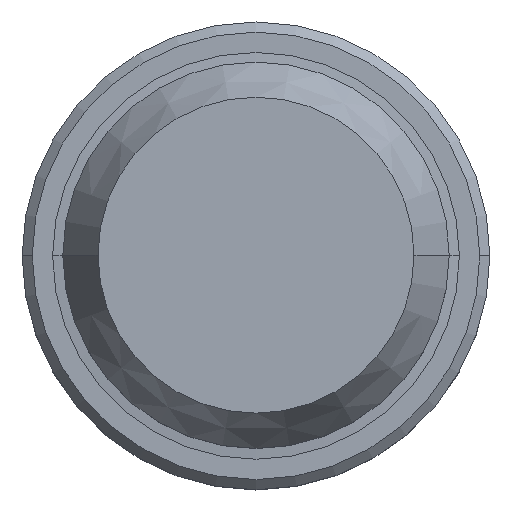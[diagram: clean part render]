
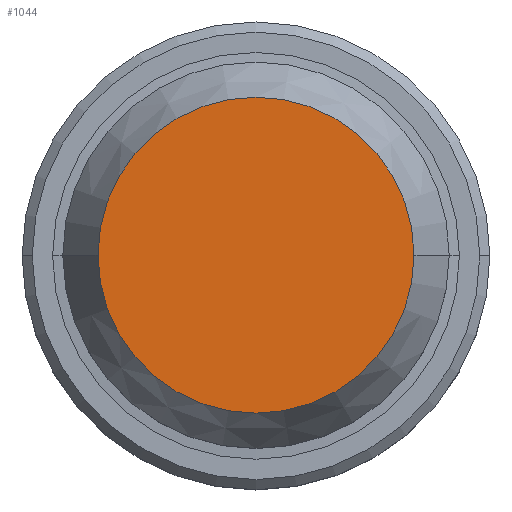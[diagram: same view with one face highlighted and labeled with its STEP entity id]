
A CAD part, top view. The second image highlights one B-rep face of the part: STEP entity #1044.
In plain terms, the highlighted planar face has unit normal (0, 0, 1).
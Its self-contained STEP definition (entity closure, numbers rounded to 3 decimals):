
#38 = EDGE_LOOP ( 'NONE', ( #1100, #960 ) ) ;
#41 = DIRECTION ( 'NONE',  ( 0., 0., -1. ) ) ;
#110 = CARTESIAN_POINT ( 'NONE',  ( -7.768, 0., 0. ) ) ;
#142 = EDGE_CURVE ( 'NONE', #500, #1095, #711, .T. ) ;
#191 = DIRECTION ( 'NONE',  ( 1., 0., 0. ) ) ;
#196 = DIRECTION ( 'NONE',  ( 0., 0., 1. ) ) ;
#248 = CARTESIAN_POINT ( 'NONE',  ( 7.768, 0., 0. ) ) ;
#469 = CARTESIAN_POINT ( 'NONE',  ( 0., 0., 0. ) ) ;
#500 = VERTEX_POINT ( 'NONE', #110 ) ;
#525 = AXIS2_PLACEMENT_3D ( 'NONE', #469, #196, #191 ) ;
#544 = CARTESIAN_POINT ( 'NONE',  ( 0., 0., 0. ) ) ;
#546 = CIRCLE ( 'NONE', #525, 7.768 ) ;
#582 = CARTESIAN_POINT ( 'NONE',  ( 0., 7.768, 0. ) ) ;
#589 = AXIS2_PLACEMENT_3D ( 'NONE', #582, #41, #666 ) ;
#635 = FACE_OUTER_BOUND ( 'NONE', #38, .T. ) ;
#666 = DIRECTION ( 'NONE',  ( -1., 0., 0. ) ) ;
#701 = EDGE_CURVE ( 'NONE', #1095, #500, #546, .T. ) ;
#711 = CIRCLE ( 'NONE', #815, 7.768 ) ;
#815 = AXIS2_PLACEMENT_3D ( 'NONE', #544, #1000, #1076 ) ;
#948 = PLANE ( 'NONE',  #589 ) ;
#960 = ORIENTED_EDGE ( 'NONE', *, *, #701, .T. ) ;
#1000 = DIRECTION ( 'NONE',  ( 0., 0., 1. ) ) ;
#1044 = ADVANCED_FACE ( 'NONE', ( #635 ), #948, .F. ) ;
#1076 = DIRECTION ( 'NONE',  ( 1., 0., 0. ) ) ;
#1095 = VERTEX_POINT ( 'NONE', #248 ) ;
#1100 = ORIENTED_EDGE ( 'NONE', *, *, #142, .T. ) ;
